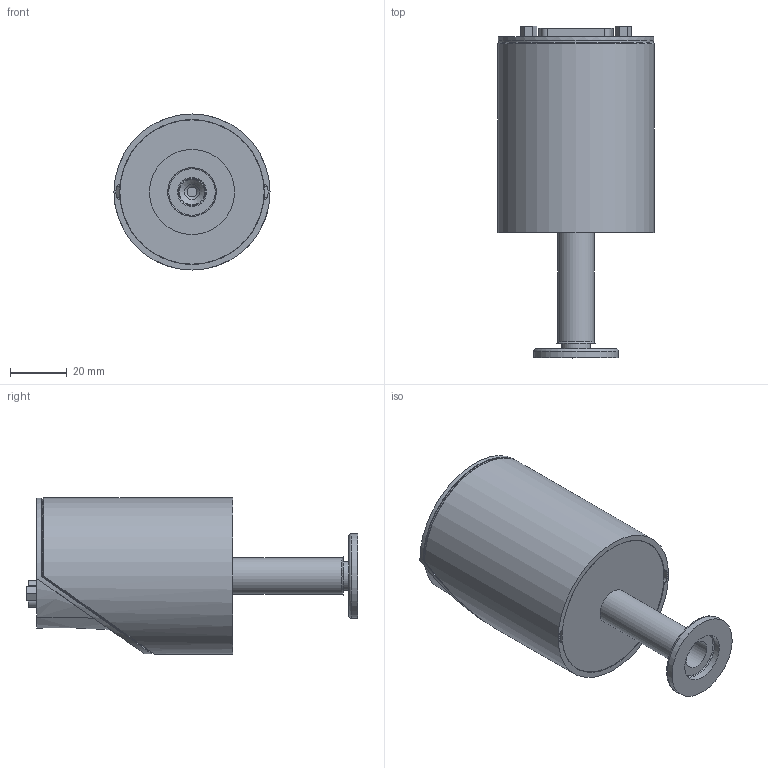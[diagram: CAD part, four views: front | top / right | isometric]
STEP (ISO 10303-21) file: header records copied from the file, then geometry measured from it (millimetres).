
FILE_DESCRIPTION(/* description */ ('Transferdokumente CCR 36x, CNR 36x'),/* implementation_level */ '2;1');
FILE_NAME(/* name */ 'CNR36x DN16ISO-KF.stp',/* time_stamp */ '2025-10-14T11:49:05+02:00',/* author */ ('DVONKRIEGSTE'),/* organization */ (''),/* preprocessor_version */ 'ST-DEVELOPER v18.1',/* originating_system */ 'Autodesk Inventor 2021',/* authorisation */ '');
FILE_SCHEMA (('AUTOMOTIVE_DESIGN { 1 0 10303 214 3 1 1 }'));
Length unit declared in the file: millimetre
Products named in the file (1): PT 900 056
Bounding box: 55 x 117 x 55 mm (x, y, z)
Volume: 72602.4 mm3; surface area: 63088.4 mm2
Topology: 1 solids, 16 shells, 892 faces, 2340 edges, 1537 vertices
Faces by surface type: plane 485, cylinder 226, bspline 96, cone 51, torus 19, sphere 15
Full cylindrical faces by diameter (mm): 0.3 x3, 0.4 x1, 0.5 x2, 0.8 x19, 1.3 x2, 1.5 x1, 2.156 x2, 2.6 x3, 2.8 x3, 2.845 x2, 2.9 x3, 3 x2, 3.2 x5, 3.242 x3, 3.3 x1, 3.4 x3, 4 x2, 4.3 x1, 4.5 x4, 4.6 x1, 5.4 x1, 6 x1, 6.6 x3, 6.7 x1, 7 x2, 8 x1, 9.6 x1, 10.2 x1, 10.6 x1, 10.99 x1
Entity records: 31475 total; most frequent: CARTESIAN_POINT 9746, ORIENTED_EDGE 4634, DIRECTION 4260, EDGE_CURVE 2317, VERTEX_POINT 1537, AXIS2_PLACEMENT_3D 1471, LINE 1318, VECTOR 1318
